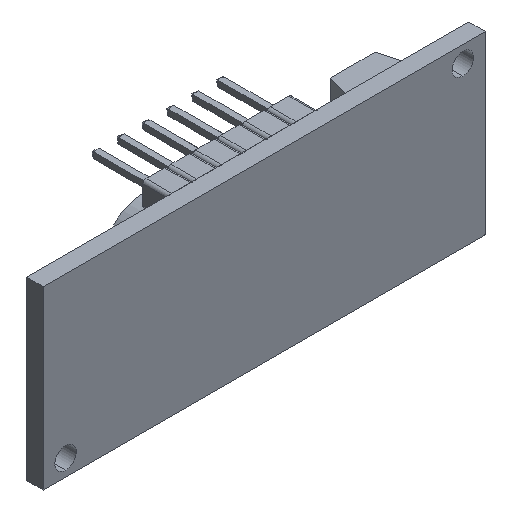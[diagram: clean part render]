
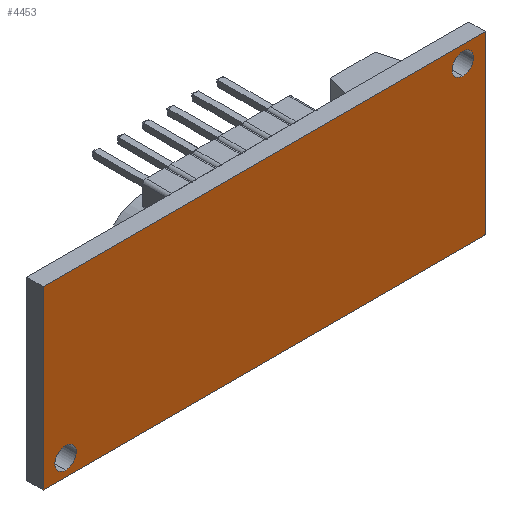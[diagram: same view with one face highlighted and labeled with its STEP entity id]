
A CAD part, isometric view. The second image highlights one B-rep face of the part: STEP entity #4453.
In plain terms, the highlighted planar face has unit normal (0, -1, 0).
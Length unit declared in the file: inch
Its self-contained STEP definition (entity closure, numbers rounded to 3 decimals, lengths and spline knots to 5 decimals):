
#504 = CARTESIAN_POINT ( 'NONE',  ( -0.875, -0.0325, 0.3485 ) ) ;
#697 = VERTEX_POINT ( 'NONE', #6992 ) ;
#714 = DIRECTION ( 'NONE',  ( 1., 0., 0. ) ) ;
#729 = LINE ( 'NONE', #3854, #5970 ) ;
#1067 = CARTESIAN_POINT ( 'NONE',  ( -0.78622, -0.0325, -0.28256 ) ) ;
#1289 = DIRECTION ( 'NONE',  ( 0., 1., 0. ) ) ;
#1426 = LINE ( 'NONE', #7062, #1981 ) ;
#1536 = AXIS2_PLACEMENT_3D ( 'NONE', #5774, #1289, #3351 ) ;
#1657 = VECTOR ( 'NONE', #6843, 39.37008 ) ;
#1710 = DIRECTION ( 'NONE',  ( 0., 0., 1. ) ) ;
#1920 = DIRECTION ( 'NONE',  ( 0., 0., -1. ) ) ;
#1981 = VECTOR ( 'NONE', #6465, 39.37008 ) ;
#2078 = VECTOR ( 'NONE', #714, 39.37008 ) ;
#2132 = CARTESIAN_POINT ( 'NONE',  ( -0.78622, -0.0325, -0.28256 ) ) ;
#2149 = VERTEX_POINT ( 'NONE', #3095 ) ;
#2185 = ORIENTED_EDGE ( 'NONE', *, *, #3246, .T. ) ;
#2204 = CARTESIAN_POINT ( 'NONE',  ( 0., -0.0325, 0. ) ) ;
#2207 = EDGE_CURVE ( 'NONE', #5796, #5003, #8016, .T. ) ;
#2215 = CARTESIAN_POINT ( 'NONE',  ( -0.78622, -0.0325, -0.24023 ) ) ;
#2443 = ORIENTED_EDGE ( 'NONE', *, *, #3811, .F. ) ;
#2873 = EDGE_CURVE ( 'NONE', #3722, #5971, #3642, .T. ) ;
#3095 = CARTESIAN_POINT ( 'NONE',  ( -0.78622, -0.0325, -0.32488 ) ) ;
#3097 = EDGE_CURVE ( 'NONE', #5003, #5796, #6871, .T. ) ;
#3225 = CARTESIAN_POINT ( 'NONE',  ( 0.875, -0.0325, -0.3485 ) ) ;
#3246 = EDGE_CURVE ( 'NONE', #5789, #2149, #3252, .T. ) ;
#3252 = CIRCLE ( 'NONE', #8007, 0.04232 ) ;
#3351 = DIRECTION ( 'NONE',  ( 0., 0., 1. ) ) ;
#3506 = DIRECTION ( 'NONE',  ( 0., 0., 1. ) ) ;
#3642 = LINE ( 'NONE', #6154, #1657 ) ;
#3699 = ORIENTED_EDGE ( 'NONE', *, *, #2207, .T. ) ;
#3722 = VERTEX_POINT ( 'NONE', #8008 ) ;
#3736 = EDGE_LOOP ( 'NONE', ( #2185, #6286 ) ) ;
#3753 = CARTESIAN_POINT ( 'NONE',  ( -0.875, -0.0325, 0.3485 ) ) ;
#3796 = CARTESIAN_POINT ( 'NONE',  ( 0.78622, -0.0325, 0.28256 ) ) ;
#3811 = EDGE_CURVE ( 'NONE', #5008, #3722, #7526, .T. ) ;
#3854 = CARTESIAN_POINT ( 'NONE',  ( -0.875, -0.0325, -0.3485 ) ) ;
#3967 = AXIS2_PLACEMENT_3D ( 'NONE', #2204, #7810, #1920 ) ;
#4453 = ADVANCED_FACE ( 'NONE', ( #5329, #7621, #7883 ), #5285, .T. ) ;
#4651 = AXIS2_PLACEMENT_3D ( 'NONE', #1067, #6835, #1710 ) ;
#4950 = ORIENTED_EDGE ( 'NONE', *, *, #6693, .F. ) ;
#5003 = VERTEX_POINT ( 'NONE', #8211 ) ;
#5008 = VERTEX_POINT ( 'NONE', #504 ) ;
#5095 = DIRECTION ( 'NONE',  ( 0., 1., 0. ) ) ;
#5285 = PLANE ( 'NONE',  #3967 ) ;
#5329 = FACE_BOUND ( 'NONE', #3736, .T. ) ;
#5774 = CARTESIAN_POINT ( 'NONE',  ( 0.78622, -0.0325, 0.28256 ) ) ;
#5789 = VERTEX_POINT ( 'NONE', #2215 ) ;
#5796 = VERTEX_POINT ( 'NONE', #5983 ) ;
#5862 = EDGE_CURVE ( 'NONE', #2149, #5789, #6083, .T. ) ;
#5970 = VECTOR ( 'NONE', #7693, 39.37008 ) ;
#5971 = VERTEX_POINT ( 'NONE', #3225 ) ;
#5983 = CARTESIAN_POINT ( 'NONE',  ( 0.78622, -0.0325, 0.24023 ) ) ;
#6083 = CIRCLE ( 'NONE', #4651, 0.04232 ) ;
#6129 = ORIENTED_EDGE ( 'NONE', *, *, #3097, .T. ) ;
#6154 = CARTESIAN_POINT ( 'NONE',  ( 0.875, -0.0325, 0.3485 ) ) ;
#6175 = EDGE_CURVE ( 'NONE', #697, #5008, #1426, .T. ) ;
#6286 = ORIENTED_EDGE ( 'NONE', *, *, #5862, .T. ) ;
#6465 = DIRECTION ( 'NONE',  ( 0., 0., 1. ) ) ;
#6573 = DIRECTION ( 'NONE',  ( 0., 1., 0. ) ) ;
#6693 = EDGE_CURVE ( 'NONE', #5971, #697, #729, .T. ) ;
#6703 = AXIS2_PLACEMENT_3D ( 'NONE', #3796, #5095, #7688 ) ;
#6835 = DIRECTION ( 'NONE',  ( 0., 1., 0. ) ) ;
#6843 = DIRECTION ( 'NONE',  ( 0., 0., -1. ) ) ;
#6871 = CIRCLE ( 'NONE', #1536, 0.04232 ) ;
#6992 = CARTESIAN_POINT ( 'NONE',  ( -0.875, -0.0325, -0.3485 ) ) ;
#7062 = CARTESIAN_POINT ( 'NONE',  ( -0.875, -0.0325, 0.3485 ) ) ;
#7281 = EDGE_LOOP ( 'NONE', ( #8034, #2443, #7448, #4950 ) ) ;
#7448 = ORIENTED_EDGE ( 'NONE', *, *, #6175, .F. ) ;
#7526 = LINE ( 'NONE', #3753, #2078 ) ;
#7588 = EDGE_LOOP ( 'NONE', ( #6129, #3699 ) ) ;
#7621 = FACE_BOUND ( 'NONE', #7588, .T. ) ;
#7688 = DIRECTION ( 'NONE',  ( 0., 0., 1. ) ) ;
#7693 = DIRECTION ( 'NONE',  ( -1., 0., 0. ) ) ;
#7810 = DIRECTION ( 'NONE',  ( 0., -1., 0. ) ) ;
#7883 = FACE_OUTER_BOUND ( 'NONE', #7281, .T. ) ;
#8007 = AXIS2_PLACEMENT_3D ( 'NONE', #2132, #6573, #3506 ) ;
#8008 = CARTESIAN_POINT ( 'NONE',  ( 0.875, -0.0325, 0.3485 ) ) ;
#8016 = CIRCLE ( 'NONE', #6703, 0.04232 ) ;
#8034 = ORIENTED_EDGE ( 'NONE', *, *, #2873, .F. ) ;
#8211 = CARTESIAN_POINT ( 'NONE',  ( 0.78622, -0.0325, 0.32488 ) ) ;
